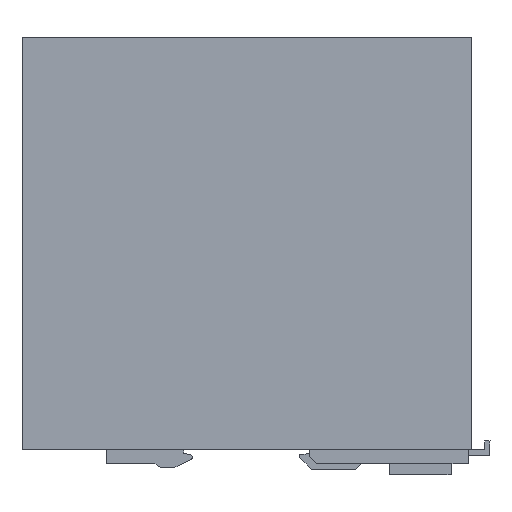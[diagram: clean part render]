
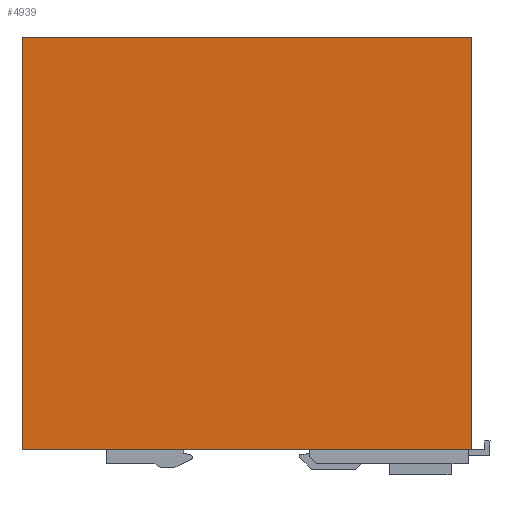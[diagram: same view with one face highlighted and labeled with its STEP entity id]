
A CAD part, left-side view. The second image highlights one B-rep face of the part: STEP entity #4939.
In plain terms, the highlighted planar face has unit normal (-1, 0, 0).
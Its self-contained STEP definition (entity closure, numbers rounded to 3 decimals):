
#512 = VERTEX_POINT ( 'NONE', #14502 ) ;
#1021 = EDGE_LOOP ( 'NONE', ( #12858, #17419, #11457, #3309 ) ) ;
#1635 = FACE_OUTER_BOUND ( 'NONE', #1021, .T. ) ;
#1717 = VECTOR ( 'NONE', #3327, 1000. ) ;
#1889 = VECTOR ( 'NONE', #12407, 1000. ) ;
#2230 = DIRECTION ( 'NONE',  ( 0., 0., 1. ) ) ;
#2442 = DIRECTION ( 'NONE',  ( 1., 0., 0. ) ) ;
#2539 = VECTOR ( 'NONE', #2230, 1000. ) ;
#2851 = AXIS2_PLACEMENT_3D ( 'NONE', #13177, #2442, #15606 ) ;
#3309 = ORIENTED_EDGE ( 'NONE', *, *, #18118, .T. ) ;
#3327 = DIRECTION ( 'NONE',  ( 0., 0., -1. ) ) ;
#3875 = VERTEX_POINT ( 'NONE', #14090 ) ;
#4939 = ADVANCED_FACE ( 'NONE', ( #1635 ), #7406, .F. ) ;
#5173 = VERTEX_POINT ( 'NONE', #17563 ) ;
#6266 = LINE ( 'NONE', #8916, #1717 ) ;
#6627 = VERTEX_POINT ( 'NONE', #12668 ) ;
#7406 = PLANE ( 'NONE',  #2851 ) ;
#7945 = EDGE_CURVE ( 'NONE', #5173, #3875, #18034, .T. ) ;
#8362 = CARTESIAN_POINT ( 'NONE',  ( -17.5, 0., 0. ) ) ;
#8916 = CARTESIAN_POINT ( 'NONE',  ( -17.5, 63.5, 0. ) ) ;
#9665 = LINE ( 'NONE', #16763, #1889 ) ;
#11457 = ORIENTED_EDGE ( 'NONE', *, *, #17996, .T. ) ;
#12407 = DIRECTION ( 'NONE',  ( 0., -1., 0. ) ) ;
#12432 = CARTESIAN_POINT ( 'NONE',  ( -17.5, -63.5, 0. ) ) ;
#12668 = CARTESIAN_POINT ( 'NONE',  ( -17.5, 63.5, -116.5 ) ) ;
#12858 = ORIENTED_EDGE ( 'NONE', *, *, #13577, .T. ) ;
#13177 = CARTESIAN_POINT ( 'NONE',  ( -17.5, 0., 0. ) ) ;
#13577 = EDGE_CURVE ( 'NONE', #6627, #5173, #9665, .T. ) ;
#14090 = CARTESIAN_POINT ( 'NONE',  ( -17.5, -63.5, 0. ) ) ;
#14499 = LINE ( 'NONE', #8362, #15906 ) ;
#14502 = CARTESIAN_POINT ( 'NONE',  ( -17.5, 63.5, 0. ) ) ;
#15606 = DIRECTION ( 'NONE',  ( 0., 0., -1. ) ) ;
#15906 = VECTOR ( 'NONE', #17331, 1000. ) ;
#16763 = CARTESIAN_POINT ( 'NONE',  ( -17.5, 0., -116.5 ) ) ;
#17331 = DIRECTION ( 'NONE',  ( 0., 1., 0. ) ) ;
#17419 = ORIENTED_EDGE ( 'NONE', *, *, #7945, .T. ) ;
#17563 = CARTESIAN_POINT ( 'NONE',  ( -17.5, -63.5, -116.5 ) ) ;
#17996 = EDGE_CURVE ( 'NONE', #3875, #512, #14499, .T. ) ;
#18034 = LINE ( 'NONE', #12432, #2539 ) ;
#18118 = EDGE_CURVE ( 'NONE', #512, #6627, #6266, .T. ) ;
